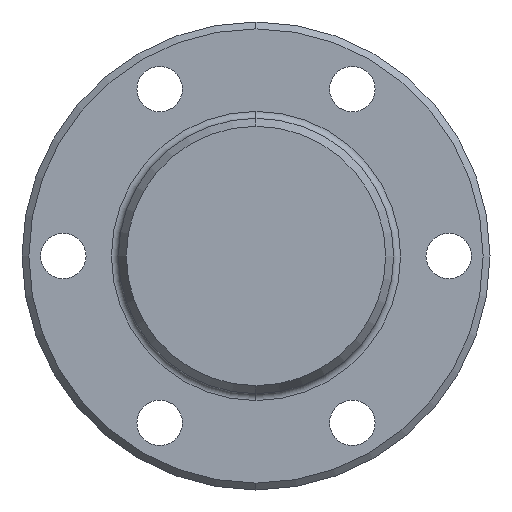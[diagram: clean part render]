
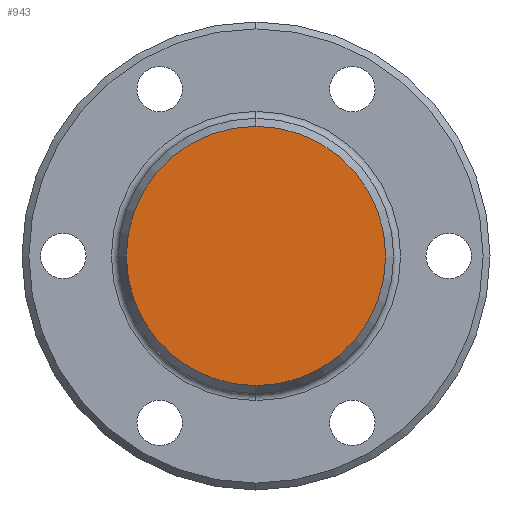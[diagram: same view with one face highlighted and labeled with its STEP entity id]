
A CAD part, left-side view. The second image highlights one B-rep face of the part: STEP entity #943.
In plain terms, the highlighted planar face has unit normal (-1, 0, 0).
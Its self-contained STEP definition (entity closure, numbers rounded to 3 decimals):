
#14 = EDGE_CURVE ( 'NONE', #1939, #125, #1842, .T. ) ;
#114 = DIRECTION ( 'NONE',  ( 0., 0., -1. ) ) ;
#125 = VERTEX_POINT ( 'NONE', #904 ) ;
#134 = AXIS2_PLACEMENT_3D ( 'NONE', #1213, #1045, #114 ) ;
#354 = DIRECTION ( 'NONE',  ( 0., 0., -1. ) ) ;
#689 = CARTESIAN_POINT ( 'NONE',  ( 0., 0., 0. ) ) ;
#692 = ORIENTED_EDGE ( 'NONE', *, *, #1024, .F. ) ;
#781 = FACE_OUTER_BOUND ( 'NONE', #1278, .T. ) ;
#904 = CARTESIAN_POINT ( 'NONE',  ( 0., 0., -9.423 ) ) ;
#943 = ADVANCED_FACE ( 'NONE', ( #781 ), #1717, .T. ) ;
#1024 = EDGE_CURVE ( 'NONE', #125, #1939, #1648, .T. ) ;
#1045 = DIRECTION ( 'NONE',  ( 1., 0., 0. ) ) ;
#1132 = DIRECTION ( 'NONE',  ( -1., 0., 0. ) ) ;
#1153 = ORIENTED_EDGE ( 'NONE', *, *, #14, .F. ) ;
#1213 = CARTESIAN_POINT ( 'NONE',  ( 0., 0., 0. ) ) ;
#1278 = EDGE_LOOP ( 'NONE', ( #692, #1153 ) ) ;
#1310 = CARTESIAN_POINT ( 'NONE',  ( 0., 9.423, 0. ) ) ;
#1375 = CARTESIAN_POINT ( 'NONE',  ( 0., 0., 9.423 ) ) ;
#1473 = DIRECTION ( 'NONE',  ( 1., 0., 0. ) ) ;
#1603 = AXIS2_PLACEMENT_3D ( 'NONE', #689, #1473, #354 ) ;
#1648 = CIRCLE ( 'NONE', #1603, 9.423 ) ;
#1717 = PLANE ( 'NONE',  #1959 ) ;
#1842 = CIRCLE ( 'NONE', #134, 9.423 ) ;
#1939 = VERTEX_POINT ( 'NONE', #1375 ) ;
#1959 = AXIS2_PLACEMENT_3D ( 'NONE', #1310, #1132, #2261 ) ;
#2261 = DIRECTION ( 'NONE',  ( 0., 0., 1. ) ) ;
